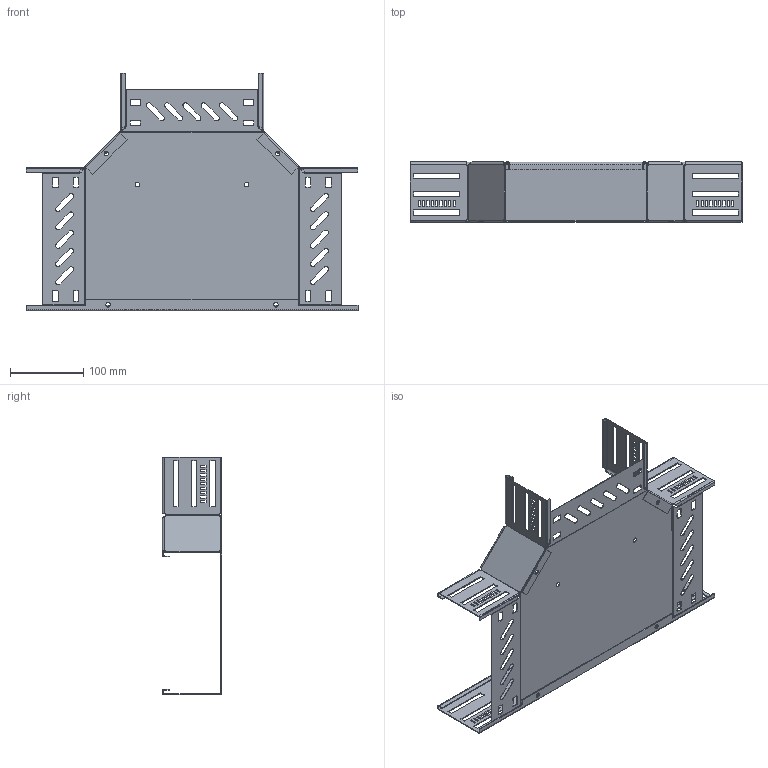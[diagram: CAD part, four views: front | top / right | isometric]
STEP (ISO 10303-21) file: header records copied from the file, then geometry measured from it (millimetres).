
FILE_DESCRIPTION (( 'STEP AP214' ), '1' );
FILE_NAME ('6038212.STEP', '2024-10-25T14:08:26', ( '' ), ( '' ), 'SwSTEP 2.0', 'SolidWorks 2024', '' );
FILE_SCHEMA (( 'AUTOMOTIVE_DESIGN' ));
Length unit declared in the file: millimetre
Products named in the file (4): 6038212; 172072_200; 181473_200; 167655_85x90°
Assembly tree (4 placements, depth 2):
  6038212
    172072_200
    167655_85x90°  x2
    181473_200
Bounding box: 454 x 82 x 324.99 mm (x, y, z)
Volume: 175731.2 mm3; surface area: 367772.7 mm2
Topology: 4 solids, 4 shells, 789 faces, 2199 edges, 1418 vertices
Faces by surface type: plane 536, cylinder 237, bspline 16
Entity records: 19680 total; most frequent: CARTESIAN_POINT 3859, ORIENTED_EDGE 3326, DIRECTION 3113, EDGE_CURVE 1663, LINE 1233, VECTOR 1233, VERTEX_POINT 1082, AXIS2_PLACEMENT_3D 940
